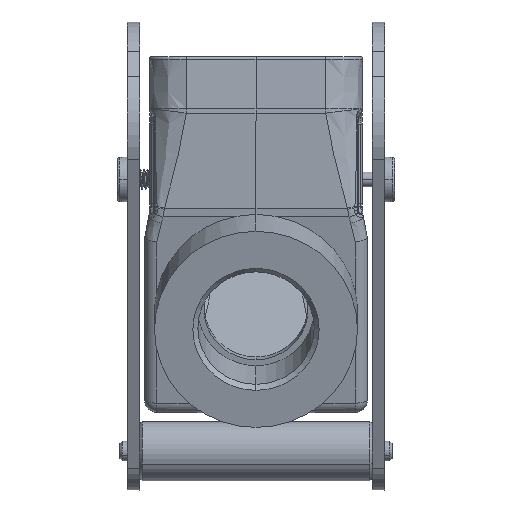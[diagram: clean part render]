
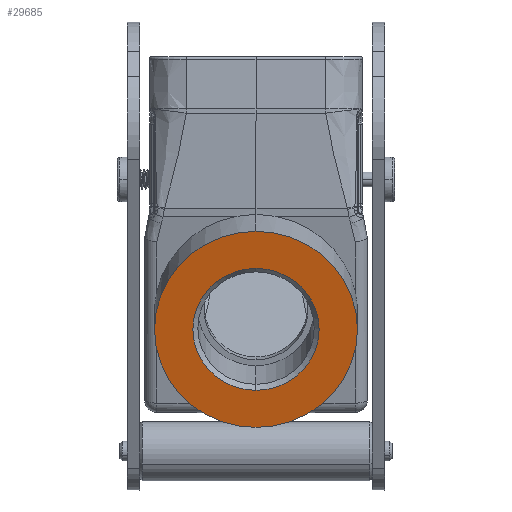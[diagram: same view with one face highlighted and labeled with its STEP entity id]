
A CAD part, left-side view. The second image highlights one B-rep face of the part: STEP entity #29685.
In plain terms, the highlighted planar face has unit normal (-0.966, 0, -0.259).
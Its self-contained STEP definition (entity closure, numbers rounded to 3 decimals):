
#9099=CARTESIAN_POINT('',(-41.947,0.,-55.08));
#9100=DIRECTION('',(0.966,0.,0.259));
#9101=DIRECTION('',(-0.259,0.,0.966));
#9102=AXIS2_PLACEMENT_3D('',#9099,#9100,#9101);
#9104=CARTESIAN_POINT('',(-41.947,0.,-55.08));
#9105=DIRECTION('',(0.966,0.,0.259));
#9106=DIRECTION('',(0.259,0.,-0.966));
#9107=AXIS2_PLACEMENT_3D('',#9104,#9105,#9106);
#9109=CARTESIAN_POINT('',(-41.947,0.,-55.08));
#9110=DIRECTION('',(-0.966,0.,-0.259));
#9111=DIRECTION('',(0.259,0.,-0.966));
#9112=AXIS2_PLACEMENT_3D('',#9109,#9110,#9111);
#9114=CARTESIAN_POINT('',(-41.947,0.,-55.08));
#9115=DIRECTION('',(-0.966,0.,-0.259));
#9116=DIRECTION('',(0.,-1.,0.));
#9117=AXIS2_PLACEMENT_3D('',#9114,#9115,#9116);
#9119=CARTESIAN_POINT('',(-41.947,0.,-55.08));
#9120=DIRECTION('',(-0.966,0.,-0.259));
#9121=DIRECTION('',(-0.259,0.,0.966));
#9122=AXIS2_PLACEMENT_3D('',#9119,#9120,#9121);
#9124=CARTESIAN_POINT('',(-41.947,0.,-55.08));
#9125=DIRECTION('',(-0.966,0.,-0.259));
#9126=DIRECTION('',(0.,1.,0.));
#9127=AXIS2_PLACEMENT_3D('',#9124,#9125,#9126);
#11118=CARTESIAN_POINT('',(-36.641,0.,-74.881));
#11119=VERTEX_POINT('',#11118);
#11120=CARTESIAN_POINT('',(-47.253,0.,-35.278));
#11121=VERTEX_POINT('',#11120);
#12197=CARTESIAN_POINT('',(-41.947,12.75,-55.08));
#12198=CARTESIAN_POINT('',(-38.647,0.,
-67.395));
#12199=VERTEX_POINT('',#12197);
#12200=VERTEX_POINT('',#12198);
#12201=CARTESIAN_POINT('',(-45.247,0.,
-42.764));
#12202=VERTEX_POINT('',#12201);
#12203=CARTESIAN_POINT('',(-41.947,-12.75,-55.08));
#12204=VERTEX_POINT('',#12203);
#29668=CARTESIAN_POINT('',(-41.947,0.,-55.08));
#29669=DIRECTION('',(-0.966,0.,-0.259));
#29670=DIRECTION('',(0.259,0.,-0.966));
#29671=AXIS2_PLACEMENT_3D('',#29668,#29669,#29670);
#29672=PLANE('',#29671);
#29673=ORIENTED_EDGE('',*,*,#15533,.T.);
#29674=ORIENTED_EDGE('',*,*,#15778,.T.);
#29675=EDGE_LOOP('',(#29673,#29674));
#29676=FACE_OUTER_BOUND('',#29675,.F.);
#29678=ORIENTED_EDGE('',*,*,#29677,.T.);
#29680=ORIENTED_EDGE('',*,*,#29679,.T.);
#29681=ORIENTED_EDGE('',*,*,#29657,.T.);
#29682=ORIENTED_EDGE('',*,*,#29655,.T.);
#29683=EDGE_LOOP('',(#29678,#29680,#29681,#29682));
#29684=FACE_BOUND('',#29683,.F.);
#29685=ADVANCED_FACE('',(#29676,#29684),#29672,.T.);
#9103=CIRCLE('',#9102,20.5);
#9108=CIRCLE('',#9107,20.5);
#9113=CIRCLE('',#9112,12.75);
#9118=CIRCLE('',#9117,12.75);
#9123=CIRCLE('',#9122,12.75);
#9128=CIRCLE('',#9127,12.75);
#15533=EDGE_CURVE('',#11121,#11119,#9103,.T.);
#15778=EDGE_CURVE('',#11119,#11121,#9108,.T.);
#29655=EDGE_CURVE('',#12199,#12200,#9128,.T.);
#29657=EDGE_CURVE('',#12202,#12199,#9123,.T.);
#29677=EDGE_CURVE('',#12200,#12204,#9113,.T.);
#29679=EDGE_CURVE('',#12204,#12202,#9118,.T.);
